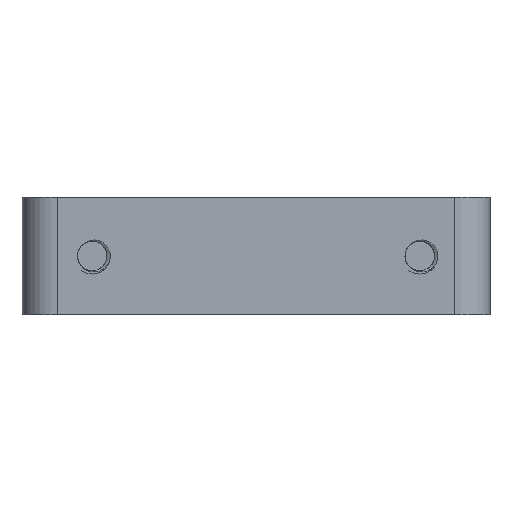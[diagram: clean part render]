
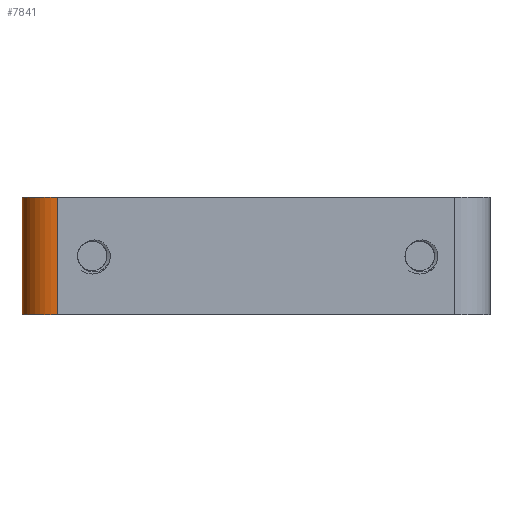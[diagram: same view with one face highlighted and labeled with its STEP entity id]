
A CAD part, left-side view. The second image highlights one B-rep face of the part: STEP entity #7841.
In plain terms, the highlighted cylindrical face has radius 3 mm (diameter 6 mm), a partial arc.
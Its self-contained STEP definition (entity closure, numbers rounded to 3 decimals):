
#553=FACE_OUTER_BOUND('',#1023,.T.);
#1023=EDGE_LOOP('',(#6680,#6681,#6682,#6683));
#1771=CIRCLE('',#8403,3.);
#1781=CIRCLE('',#8428,3.);
#2201=LINE('',#27500,#2693);
#2204=LINE('',#27526,#2696);
#2693=VECTOR('',#9839,10.);
#2696=VECTOR('',#9876,10.);
#3482=VERTEX_POINT('',#27436);
#3483=VERTEX_POINT('',#27438);
#3499=VERTEX_POINT('',#27498);
#3501=VERTEX_POINT('',#27504);
#4566=EDGE_CURVE('',#3483,#3482,#1771,.T.);
#4597=EDGE_CURVE('',#3482,#3499,#2201,.T.);
#4600=EDGE_CURVE('',#3501,#3499,#1781,.T.);
#4606=EDGE_CURVE('',#3483,#3501,#2204,.T.);
#6680=ORIENTED_EDGE('',*,*,#4566,.T.);
#6681=ORIENTED_EDGE('',*,*,#4597,.T.);
#6682=ORIENTED_EDGE('',*,*,#4600,.F.);
#6683=ORIENTED_EDGE('',*,*,#4606,.F.);
#7464=CYLINDRICAL_SURFACE('',#8443,3.);
#7841=ADVANCED_FACE('',(#553),#7464,.T.);
#8403=AXIS2_PLACEMENT_3D('',#27439,#9771,#9772);
#8428=AXIS2_PLACEMENT_3D('',#27506,#9845,#9846);
#8443=AXIS2_PLACEMENT_3D('',#27527,#9877,#9878);
#9771=DIRECTION('center_axis',(0.,0.,1.));
#9772=DIRECTION('ref_axis',(0.,1.,0.));
#9839=DIRECTION('',(0.,0.,1.));
#9845=DIRECTION('center_axis',(0.,0.,1.));
#9846=DIRECTION('ref_axis',(0.,1.,0.));
#9876=DIRECTION('',(0.,0.,1.));
#9877=DIRECTION('center_axis',(0.,0.,1.));
#9878=DIRECTION('ref_axis',(0.,1.,0.));
#27436=CARTESIAN_POINT('',(-20.,17.,5.));
#27438=CARTESIAN_POINT('',(-17.,20.,5.));
#27439=CARTESIAN_POINT('Origin',(-17.,17.,5.));
#27498=CARTESIAN_POINT('',(-20.,17.,15.));
#27500=CARTESIAN_POINT('',(-20.,17.,0.));
#27504=CARTESIAN_POINT('',(-17.,20.,15.));
#27506=CARTESIAN_POINT('Origin',(-17.,17.,15.));
#27526=CARTESIAN_POINT('',(-17.,20.,14.));
#27527=CARTESIAN_POINT('Origin',(-17.,17.,0.));
